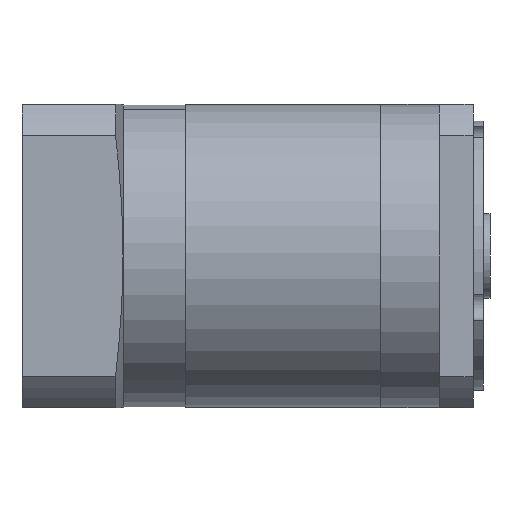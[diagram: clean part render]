
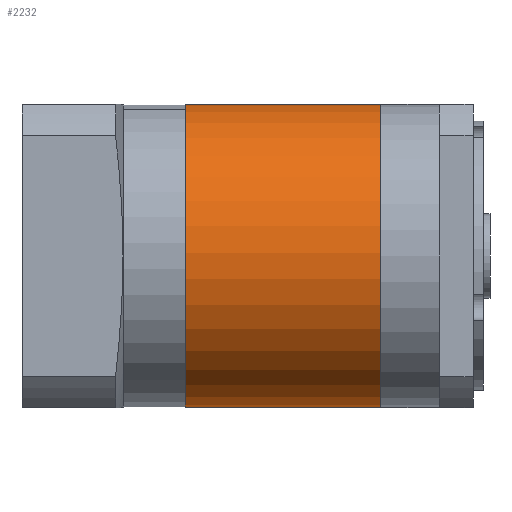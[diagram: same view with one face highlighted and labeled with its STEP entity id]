
A CAD part, front view. The second image highlights one B-rep face of the part: STEP entity #2232.
In plain terms, the highlighted cylindrical face has radius 45 mm (diameter 90 mm), a partial arc.
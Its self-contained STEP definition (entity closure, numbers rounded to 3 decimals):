
#517 = VECTOR ( 'NONE', #905, 1000. ) ;
#656 = CARTESIAN_POINT ( 'NONE',  ( 0., 0., 0. ) ) ;
#701 = VERTEX_POINT ( 'NONE', #4803 ) ;
#905 = DIRECTION ( 'NONE',  ( 0., -1., 0. ) ) ;
#926 = EDGE_LOOP ( 'NONE', ( #3293, #2789, #1669, #4956 ) ) ;
#1073 = DIRECTION ( 'NONE',  ( 0., 1., 0. ) ) ;
#1102 = CARTESIAN_POINT ( 'NONE',  ( 0., 58., 45. ) ) ;
#1159 = CARTESIAN_POINT ( 'NONE',  ( 0., 58., 0. ) ) ;
#1370 = AXIS2_PLACEMENT_3D ( 'NONE', #656, #1561, #2541 ) ;
#1525 = CARTESIAN_POINT ( 'NONE',  ( 0., 0., -45. ) ) ;
#1561 = DIRECTION ( 'NONE',  ( 0., 1., 0. ) ) ;
#1669 = ORIENTED_EDGE ( 'NONE', *, *, #3297, .T. ) ;
#1821 = LINE ( 'NONE', #4264, #517 ) ;
#2232 = ADVANCED_FACE ( 'NONE', ( #4796 ), #2361, .T. ) ;
#2361 = CYLINDRICAL_SURFACE ( 'NONE', #3271, 45. ) ;
#2531 = CARTESIAN_POINT ( 'NONE',  ( 0., 58., 0. ) ) ;
#2541 = DIRECTION ( 'NONE',  ( 0., 0., 1. ) ) ;
#2588 = CARTESIAN_POINT ( 'NONE',  ( 0., 0., 45. ) ) ;
#2789 = ORIENTED_EDGE ( 'NONE', *, *, #5660, .F. ) ;
#2952 = CARTESIAN_POINT ( 'NONE',  ( 0., 58., -45. ) ) ;
#3067 = CIRCLE ( 'NONE', #5129, 45. ) ;
#3144 = EDGE_CURVE ( 'NONE', #701, #6363, #5222, .T. ) ;
#3181 = DIRECTION ( 'NONE',  ( 0., 0., -1. ) ) ;
#3271 = AXIS2_PLACEMENT_3D ( 'NONE', #1159, #6111, #3181 ) ;
#3293 = ORIENTED_EDGE ( 'NONE', *, *, #3144, .F. ) ;
#3297 = EDGE_CURVE ( 'NONE', #3471, #3521, #1821, .T. ) ;
#3471 = VERTEX_POINT ( 'NONE', #2952 ) ;
#3521 = VERTEX_POINT ( 'NONE', #1525 ) ;
#3966 = DIRECTION ( 'NONE',  ( 0., 0., 1. ) ) ;
#4102 = DIRECTION ( 'NONE',  ( 0., -1., 0. ) ) ;
#4264 = CARTESIAN_POINT ( 'NONE',  ( 0., 58., -45. ) ) ;
#4388 = VECTOR ( 'NONE', #4102, 1000. ) ;
#4796 = FACE_OUTER_BOUND ( 'NONE', #926, .T. ) ;
#4803 = CARTESIAN_POINT ( 'NONE',  ( 0., 58., 45. ) ) ;
#4956 = ORIENTED_EDGE ( 'NONE', *, *, #4971, .T. ) ;
#4971 = EDGE_CURVE ( 'NONE', #3521, #6363, #5670, .T. ) ;
#5129 = AXIS2_PLACEMENT_3D ( 'NONE', #2531, #1073, #3966 ) ;
#5222 = LINE ( 'NONE', #1102, #4388 ) ;
#5660 = EDGE_CURVE ( 'NONE', #3471, #701, #3067, .T. ) ;
#5670 = CIRCLE ( 'NONE', #1370, 45. ) ;
#6111 = DIRECTION ( 'NONE',  ( 0., -1., 0. ) ) ;
#6363 = VERTEX_POINT ( 'NONE', #2588 ) ;
